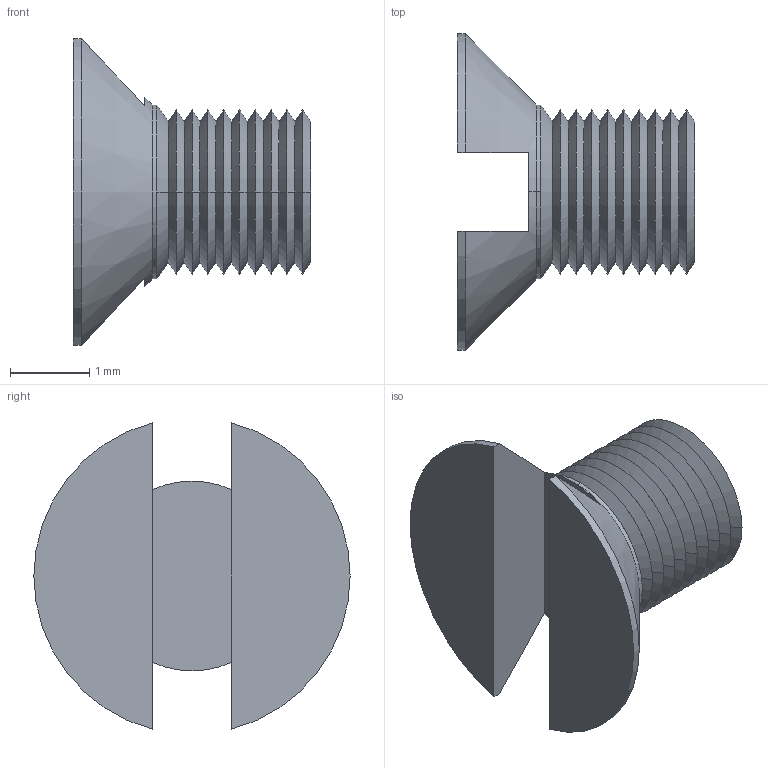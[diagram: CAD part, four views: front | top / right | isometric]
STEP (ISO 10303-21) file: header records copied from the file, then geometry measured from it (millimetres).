
FILE_DESCRIPTION (( 'STEP AP214' ), '1' );
FILE_NAME ('Screw M2.2 x 3 Countersunk.STEP', '2025-07-06T08:35:27', ( '' ), ( '' ), 'SwSTEP 2.0', 'SolidWorks 2025', '' );
FILE_SCHEMA (( 'AUTOMOTIVE_DESIGN' ));
Length unit declared in the file: millimetre
Products named in the file (1): Screw M2.2 x 3 Countersunk_B18.6.7M - M3 x 0.5 x 5 Slotted FHMS --5S
Bounding box: 3 x 4 x 3.87 mm (x, y, z)
Volume: 11.3 mm3; surface area: 51.2 mm2
Topology: 1 solids, 1 shells, 50 faces, 106 edges, 58 vertices
Faces by surface type: cone 40, plane 6, cylinder 4
Entity records: 1356 total; most frequent: DIRECTION 256, CARTESIAN_POINT 227, ORIENTED_EDGE 212, EDGE_CURVE 106, AXIS2_PLACEMENT_3D 103, VERTEX_POINT 58, CIRCLE 52, ADVANCED_FACE 50
